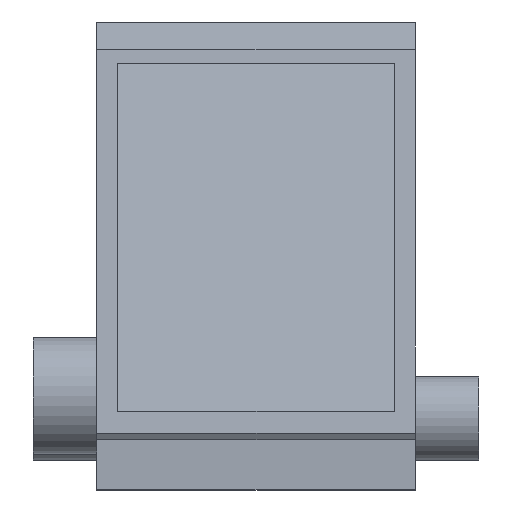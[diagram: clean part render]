
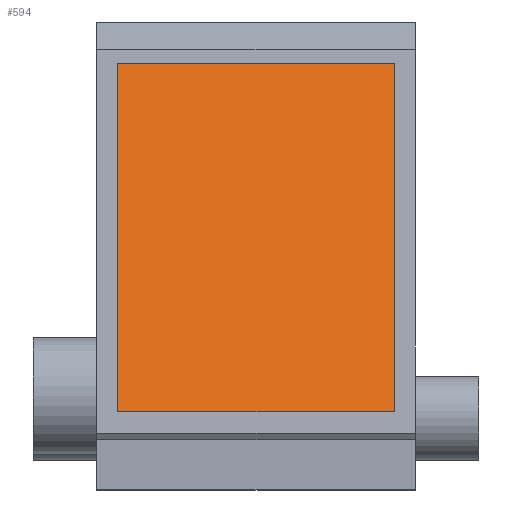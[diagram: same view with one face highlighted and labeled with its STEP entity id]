
A CAD part, front view. The second image highlights one B-rep face of the part: STEP entity #594.
In plain terms, the highlighted planar face has unit normal (0, -0.966, 0.259).
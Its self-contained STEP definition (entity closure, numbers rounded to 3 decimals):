
#58=FACE_OUTER_BOUND('',#99,.T.);
#99=EDGE_LOOP('',(#464,#465,#466,#467));
#135=LINE('',#881,#201);
#176=LINE('',#964,#242);
#177=LINE('',#965,#243);
#178=LINE('',#966,#244);
#201=VECTOR('',#705,10.);
#242=VECTOR('',#768,10.);
#243=VECTOR('',#769,10.);
#244=VECTOR('',#770,10.);
#267=VERTEX_POINT('',#879);
#268=VERTEX_POINT('',#880);
#298=VERTEX_POINT('',#962);
#299=VERTEX_POINT('',#963);
#319=EDGE_CURVE('',#267,#268,#135,.T.);
#360=EDGE_CURVE('',#298,#299,#176,.T.);
#361=EDGE_CURVE('',#268,#298,#177,.T.);
#362=EDGE_CURVE('',#299,#267,#178,.T.);
#464=ORIENTED_EDGE('',*,*,#360,.F.);
#465=ORIENTED_EDGE('',*,*,#361,.F.);
#466=ORIENTED_EDGE('',*,*,#319,.F.);
#467=ORIENTED_EDGE('',*,*,#362,.F.);
#560=PLANE('',#652);
#594=ADVANCED_FACE('',(#58),#560,.T.);
#652=AXIS2_PLACEMENT_3D('',#961,#766,#767);
#705=DIRECTION('',(0.,-0.259,-0.966));
#766=DIRECTION('center_axis',(0.,-0.966,
0.259));
#767=DIRECTION('ref_axis',(-1.,0.,0.));
#768=DIRECTION('',(0.,0.259,0.966));
#769=DIRECTION('',(-1.,0.,0.));
#770=DIRECTION('',(1.,0.,0.));
#879=CARTESIAN_POINT('',(14.,-2.584,14.734));
#880=CARTESIAN_POINT('',(14.,-6.974,-1.649));
#881=CARTESIAN_POINT('',(14.,-3.29,12.1));
#961=CARTESIAN_POINT('Origin',(7.5,-4.584,7.27));
#962=CARTESIAN_POINT('',(1.,-6.974,-1.649));
#963=CARTESIAN_POINT('',(1.,-2.584,14.734));
#964=CARTESIAN_POINT('',(1.,-5.879,2.441));
#965=CARTESIAN_POINT('',(11.25,-6.974,-1.649));
#966=CARTESIAN_POINT('',(7.5,-2.584,14.734));
